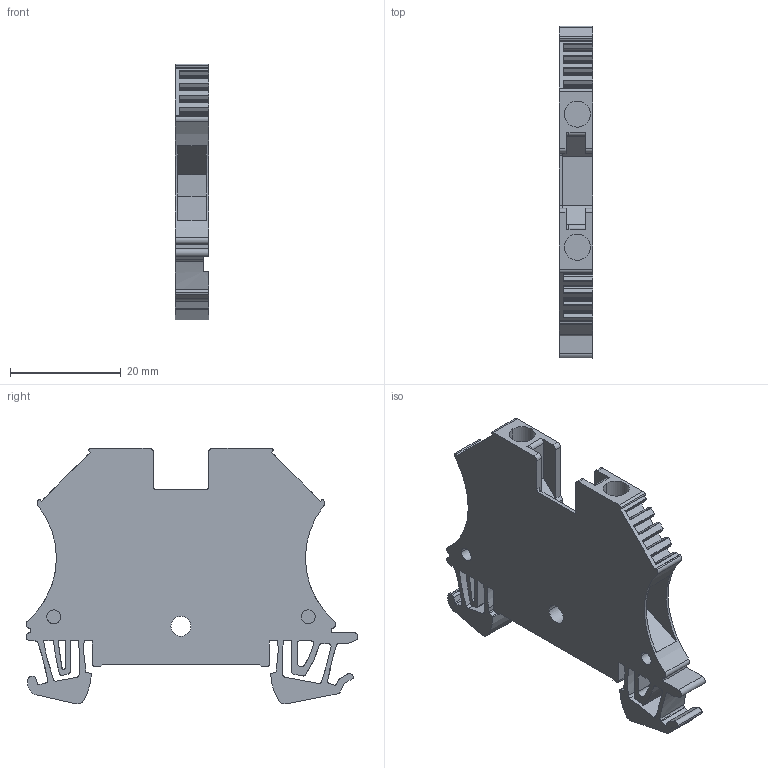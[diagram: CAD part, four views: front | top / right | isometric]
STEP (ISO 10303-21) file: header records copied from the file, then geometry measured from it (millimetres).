
FILE_DESCRIPTION(('CATIA V5 STEP Exchange','CAx-IF Rec.Pracs.--- Model Styling and Organization---1.4--- 2014-01-23'),'2;1');
FILE_NAME ('D1446802_0', '2020-04-17T09:10:22+00:00', ('none'), ('Weidmueller'), 'CATIA Version 5-6 Release 2016 SP3 HF44', 'CATIA V5 STEP AP214', 'none');
FILE_SCHEMA(('AUTOMOTIVE_DESIGN { 1 0 10303 214 1 1 1 1 }'));
Length unit declared in the file: millimetre
Products named in the file (1): 1020160000_WDU_4_GN
Bounding box: 6.1 x 60 x 46.25 mm (x, y, z)
Volume: 9172.1 mm3; surface area: 7020.6 mm2
Topology: 1 solids, 1 shells, 319 faces, 958 edges, 645 vertices
Faces by surface type: plane 203, cylinder 108, cone 8
Entity records: 10447 total; most frequent: CARTESIAN_POINT 2036, ORIENTED_EDGE 1916, DIRECTION 1460, EDGE_CURVE 958, VECTOR 710, LINE 710, VERTEX_POINT 645, AXIS2_PLACEMENT_3D 492
